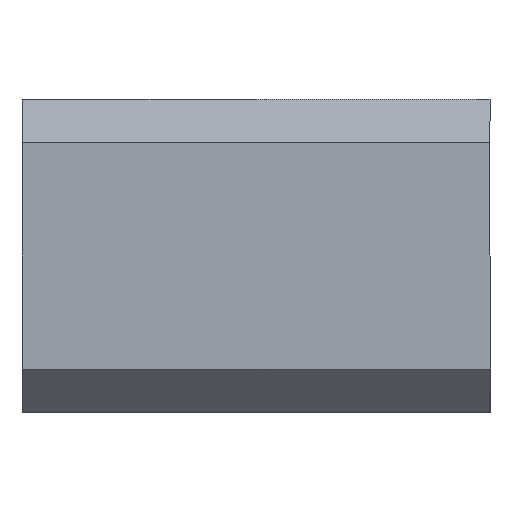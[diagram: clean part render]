
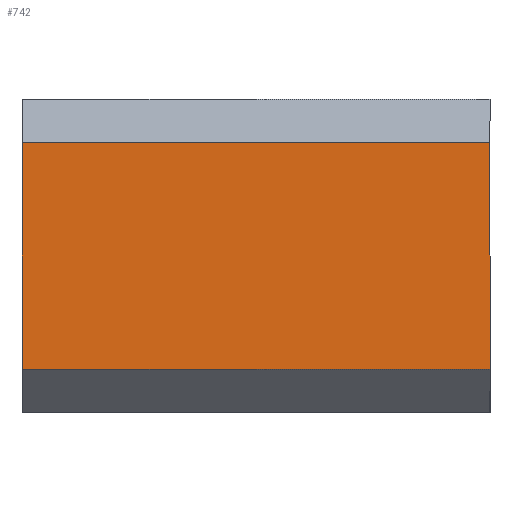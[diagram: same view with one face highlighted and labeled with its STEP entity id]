
A CAD part, left-side view. The second image highlights one B-rep face of the part: STEP entity #742.
In plain terms, the highlighted planar face has unit normal (-1, 0, 0).
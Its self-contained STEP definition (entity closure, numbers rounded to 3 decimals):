
#34 = ORIENTED_EDGE ( 'NONE', *, *, #136, .T. ) ;
#78 = DIRECTION ( 'NONE',  ( 0., 0., -1. ) ) ;
#110 = ORIENTED_EDGE ( 'NONE', *, *, #786, .T. ) ;
#120 = CARTESIAN_POINT ( 'NONE',  ( -10.5, -15., 7.25 ) ) ;
#131 = VERTEX_POINT ( 'NONE', #1052 ) ;
#136 = EDGE_CURVE ( 'NONE', #452, #638, #648, .T. ) ;
#170 = LINE ( 'NONE', #1133, #358 ) ;
#179 = CARTESIAN_POINT ( 'NONE',  ( -10.5, 15., 7.25 ) ) ;
#208 = VECTOR ( 'NONE', #259, 1000. ) ;
#259 = DIRECTION ( 'NONE',  ( 0., -1., 0. ) ) ;
#293 = PLANE ( 'NONE',  #1148 ) ;
#315 = DIRECTION ( 'NONE',  ( 0., 0., 1. ) ) ;
#351 = CARTESIAN_POINT ( 'NONE',  ( -10.5, 15., 7.25 ) ) ;
#358 = VECTOR ( 'NONE', #1042, 1000. ) ;
#452 = VERTEX_POINT ( 'NONE', #754 ) ;
#541 = DIRECTION ( 'NONE',  ( 0., 0., 1. ) ) ;
#567 = LINE ( 'NONE', #1084, #208 ) ;
#637 = DIRECTION ( 'NONE',  ( -1., 0., 0. ) ) ;
#638 = VERTEX_POINT ( 'NONE', #1090 ) ;
#648 = LINE ( 'NONE', #120, #1071 ) ;
#742 = ADVANCED_FACE ( 'NONE', ( #751 ), #293, .T. ) ;
#751 = FACE_OUTER_BOUND ( 'NONE', #1141, .T. ) ;
#754 = CARTESIAN_POINT ( 'NONE',  ( -10.5, -15., -7.25 ) ) ;
#769 = LINE ( 'NONE', #179, #784 ) ;
#774 = ORIENTED_EDGE ( 'NONE', *, *, #788, .T. ) ;
#775 = ORIENTED_EDGE ( 'NONE', *, *, #1200, .T. ) ;
#784 = VECTOR ( 'NONE', #78, 1000. ) ;
#786 = EDGE_CURVE ( 'NONE', #1167, #131, #769, .T. ) ;
#788 = EDGE_CURVE ( 'NONE', #638, #1167, #170, .T. ) ;
#1042 = DIRECTION ( 'NONE',  ( 0., 1., 0. ) ) ;
#1052 = CARTESIAN_POINT ( 'NONE',  ( -10.5, 15., -7.25 ) ) ;
#1071 = VECTOR ( 'NONE', #315, 1000. ) ;
#1084 = CARTESIAN_POINT ( 'NONE',  ( -10.5, 0., -7.25 ) ) ;
#1090 = CARTESIAN_POINT ( 'NONE',  ( -10.5, -15., 7.25 ) ) ;
#1133 = CARTESIAN_POINT ( 'NONE',  ( -10.5, 0., 7.25 ) ) ;
#1141 = EDGE_LOOP ( 'NONE', ( #34, #774, #110, #775 ) ) ;
#1148 = AXIS2_PLACEMENT_3D ( 'NONE', #1202, #637, #541 ) ;
#1167 = VERTEX_POINT ( 'NONE', #351 ) ;
#1200 = EDGE_CURVE ( 'NONE', #131, #452, #567, .T. ) ;
#1202 = CARTESIAN_POINT ( 'NONE',  ( -10.5, 0., 7.25 ) ) ;
